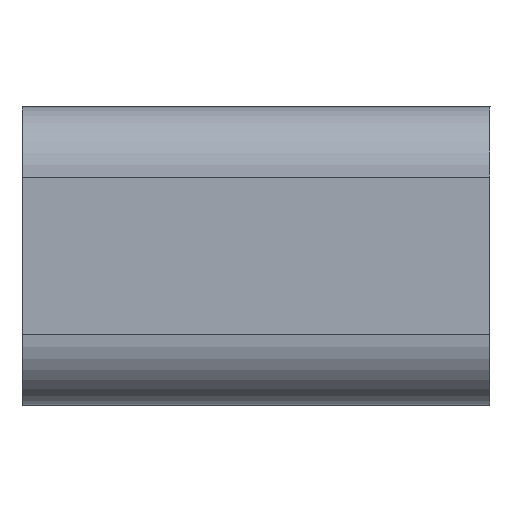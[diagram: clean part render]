
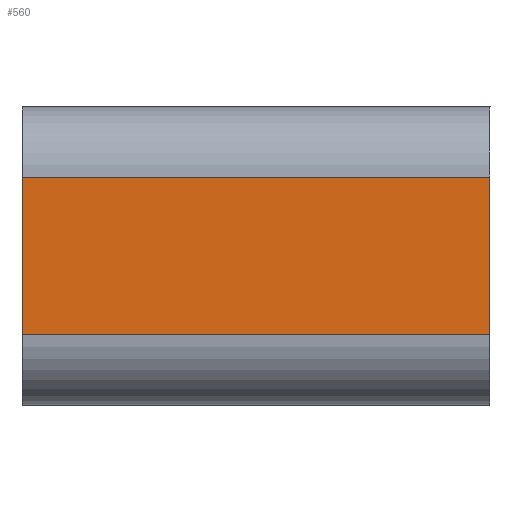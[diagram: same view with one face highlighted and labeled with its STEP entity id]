
A CAD part, front view. The second image highlights one B-rep face of the part: STEP entity #560.
In plain terms, the highlighted planar face has unit normal (0, -1, 0).
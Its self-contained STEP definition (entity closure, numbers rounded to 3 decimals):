
#40=PLANE('',#627);
#66=FACE_OUTER_BOUND('',#106,.T.);
#106=EDGE_LOOP('',(#487,#488,#489,#490));
#121=LINE('',#819,#173);
#144=LINE('',#898,#196);
#157=LINE('',#931,#209);
#158=LINE('',#933,#210);
#173=VECTOR('',#654,10.);
#196=VECTOR('',#727,10.);
#209=VECTOR('',#766,10.);
#210=VECTOR('',#769,10.);
#252=VERTEX_POINT('',#816);
#253=VERTEX_POINT('',#818);
#283=VERTEX_POINT('',#895);
#284=VERTEX_POINT('',#897);
#304=EDGE_CURVE('',#252,#253,#121,.F.);
#343=EDGE_CURVE('',#283,#284,#144,.F.);
#360=EDGE_CURVE('',#284,#252,#157,.T.);
#361=EDGE_CURVE('',#253,#283,#158,.T.);
#487=ORIENTED_EDGE('',*,*,#360,.F.);
#488=ORIENTED_EDGE('',*,*,#343,.F.);
#489=ORIENTED_EDGE('',*,*,#361,.F.);
#490=ORIENTED_EDGE('',*,*,#304,.F.);
#560=ADVANCED_FACE('',(#66),#40,.T.);
#627=AXIS2_PLACEMENT_3D('',#932,#767,#768);
#654=DIRECTION('',(0.,0.,-1.));
#727=DIRECTION('',(0.,0.,1.));
#766=DIRECTION('',(-1.,0.,0.));
#767=DIRECTION('center_axis',(0.,-1.,0.));
#768=DIRECTION('ref_axis',(0.,0.,
-1.));
#769=DIRECTION('',(1.,0.,0.));
#816=CARTESIAN_POINT('',(6.034,-40.73,450.038));
#818=CARTESIAN_POINT('',(6.034,-40.73,456.788));
#819=CARTESIAN_POINT('',(6.034,-40.73,455.652));
#895=CARTESIAN_POINT('',(26.034,-40.73,456.788));
#897=CARTESIAN_POINT('',(26.034,-40.73,450.038));
#898=CARTESIAN_POINT('',(26.034,-40.73,454.152));
#931=CARTESIAN_POINT('',(6.011,-40.73,450.038));
#932=CARTESIAN_POINT('Origin',(6.034,-40.73,454.267));
#933=CARTESIAN_POINT('',(12.711,-40.73,456.788));
